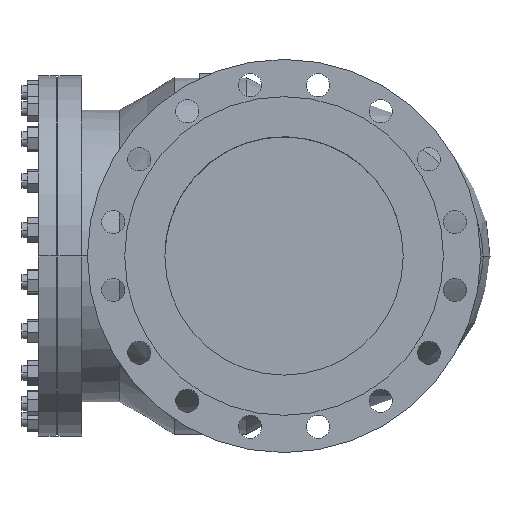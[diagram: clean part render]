
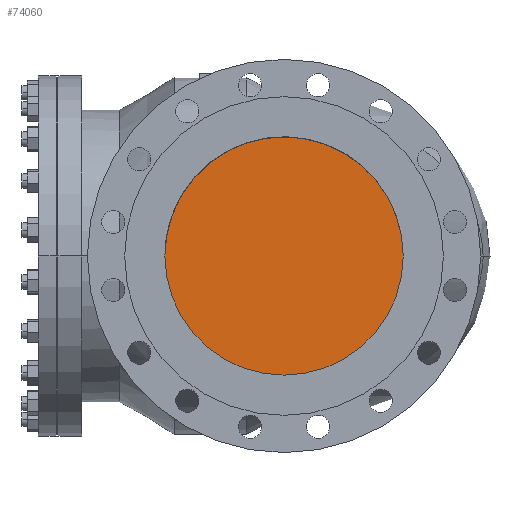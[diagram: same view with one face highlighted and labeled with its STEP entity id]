
A CAD part, left-side view. The second image highlights one B-rep face of the part: STEP entity #74060.
In plain terms, the highlighted planar face has unit normal (-1, 0, 0).
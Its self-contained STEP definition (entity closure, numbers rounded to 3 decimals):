
#20170=CARTESIAN_POINT('',(1.,200.,0.));
#20180=VERTEX_POINT('',#20170);
#20380=CARTESIAN_POINT('',(1.,-200.,0.));
#20390=VERTEX_POINT('',#20380);
#20420=CARTESIAN_POINT('',(1.,0.,0.));
#20430=DIRECTION('',(-1.,0.,0.));
#20440=DIRECTION('',(0.,1.,0.));
#20450=AXIS2_PLACEMENT_3D('',#20420,#20430,#20440);
#20460=CIRCLE('',#20450,200.);
#20470=EDGE_CURVE('',#20390,#20180,#20460,.T.);
#73960=CARTESIAN_POINT('',(1.,100.,0.));
#73970=DIRECTION('',(1.,0.,0.));
#73980=DIRECTION('',(0.,-1.,0.));
#73990=AXIS2_PLACEMENT_3D('',#73960,#73970,#73980);
#74000=PLANE('',#73990);
#74010=EDGE_CURVE('',#20180,#20390,#20460,.T.);
#74020=ORIENTED_EDGE('',*,*,#74010,.T.);
#74030=ORIENTED_EDGE('',*,*,#20470,.T.);
#74040=EDGE_LOOP('',(#74030,#74020));
#74050=FACE_OUTER_BOUND('',#74040,.T.);
#74060=ADVANCED_FACE('',(#74050),#74000,.F.);
